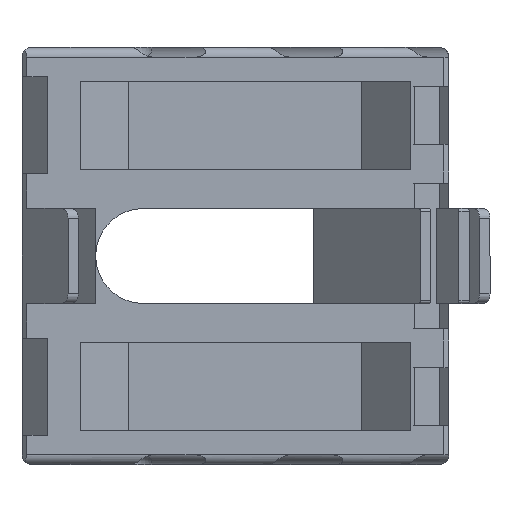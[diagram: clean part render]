
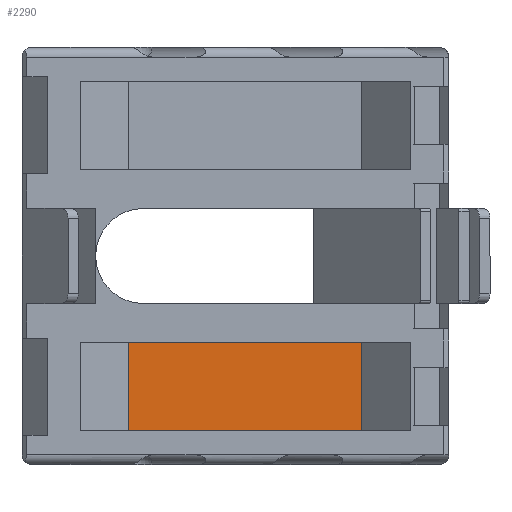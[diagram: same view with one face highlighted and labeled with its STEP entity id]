
A CAD part, left-side view. The second image highlights one B-rep face of the part: STEP entity #2290.
In plain terms, the highlighted planar face has unit normal (-1, 0, 0).
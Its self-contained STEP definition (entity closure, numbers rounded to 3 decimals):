
#712 = VECTOR ( 'NONE', #1796, 1000. ) ;
#714 = VECTOR ( 'NONE', #1798, 1000. ) ;
#715 = LINE ( 'NONE', #1797, #712 ) ;
#717 = LINE ( 'NONE', #1801, #714 ) ;
#718 = VECTOR ( 'NONE', #1805, 1000. ) ;
#724 = VECTOR ( 'NONE', #1811, 1000. ) ;
#725 = LINE ( 'NONE', #1812, #718 ) ;
#733 = LINE ( 'NONE', #1816, #724 ) ;
#835 = FACE_OUTER_BOUND ( 'NONE', #2673, .T. ) ;
#840 = AXIS2_PLACEMENT_3D ( 'NONE', #2145, #2136, #2135 ) ;
#1258 = ORIENTED_EDGE ( 'NONE', *, *, #4012, .T. ) ;
#1796 = DIRECTION ( 'NONE',  ( 0., 0., -1. ) ) ;
#1797 = CARTESIAN_POINT ( 'NONE',  ( 5., 33., -18. ) ) ;
#1798 = DIRECTION ( 'NONE',  ( 0., 0., 1. ) ) ;
#1801 = CARTESIAN_POINT ( 'NONE',  ( 5., 9., -18. ) ) ;
#1805 = DIRECTION ( 'NONE',  ( 0., 1., 0. ) ) ;
#1811 = DIRECTION ( 'NONE',  ( 0., -1., 0. ) ) ;
#1812 = CARTESIAN_POINT ( 'NONE',  ( 5., 33., -8.9 ) ) ;
#1816 = CARTESIAN_POINT ( 'NONE',  ( 5., 33., -18. ) ) ;
#2135 = DIRECTION ( 'NONE',  ( 0., -1., 0. ) ) ;
#2136 = DIRECTION ( 'NONE',  ( -1., 0., 0. ) ) ;
#2139 = PLANE ( 'NONE',  #840 ) ;
#2145 = CARTESIAN_POINT ( 'NONE',  ( 5., 0., 0. ) ) ;
#2290 = ADVANCED_FACE ( 'NONE', ( #835 ), #2139, .T. ) ;
#2673 = EDGE_LOOP ( 'NONE', ( #3280, #3414, #3087, #1258 ) ) ;
#3087 = ORIENTED_EDGE ( 'NONE', *, *, #4009, .T. ) ;
#3280 = ORIENTED_EDGE ( 'NONE', *, *, #4006, .T. ) ;
#3414 = ORIENTED_EDGE ( 'NONE', *, *, #4011, .T. ) ;
#3529 = CARTESIAN_POINT ( 'NONE',  ( 5., 33., -8.9 ) ) ;
#3535 = CARTESIAN_POINT ( 'NONE',  ( 5., 33., -18. ) ) ;
#3538 = CARTESIAN_POINT ( 'NONE',  ( 5., 9., -8.9 ) ) ;
#4006 = EDGE_CURVE ( 'NONE', #5576, #5621, #733, .T. ) ;
#4009 = EDGE_CURVE ( 'NONE', #5575, #5579, #725, .T. ) ;
#4011 = EDGE_CURVE ( 'NONE', #5621, #5575, #717, .T. ) ;
#4012 = EDGE_CURVE ( 'NONE', #5579, #5576, #715, .T. ) ;
#5250 = CARTESIAN_POINT ( 'NONE',  ( 5., 9., -18. ) ) ;
#5575 = VERTEX_POINT ( 'NONE', #3538 ) ;
#5576 = VERTEX_POINT ( 'NONE', #3535 ) ;
#5579 = VERTEX_POINT ( 'NONE', #3529 ) ;
#5621 = VERTEX_POINT ( 'NONE', #5250 ) ;
